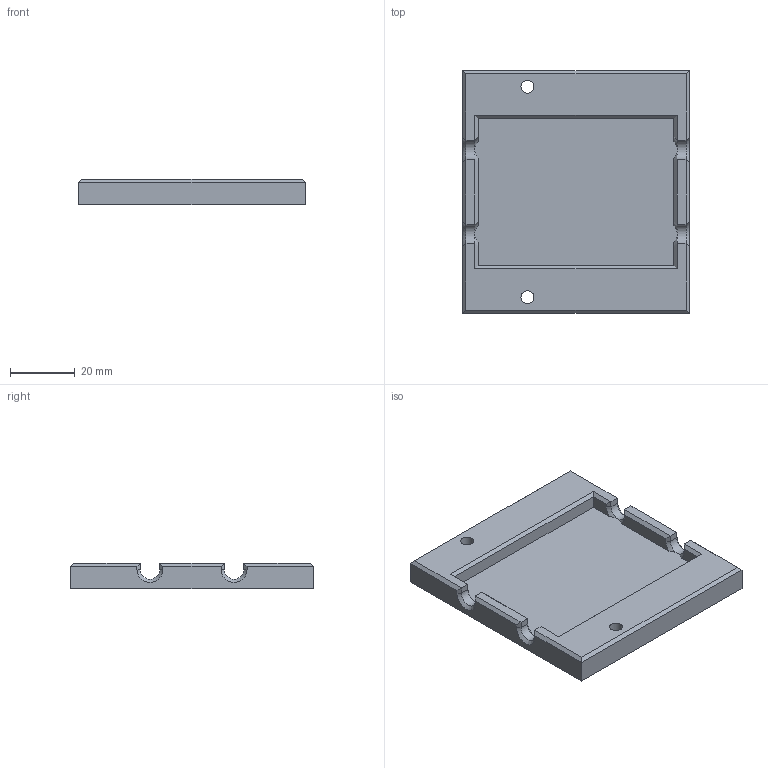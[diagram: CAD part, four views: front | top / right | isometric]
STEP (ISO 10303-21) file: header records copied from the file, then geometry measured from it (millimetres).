
FILE_DESCRIPTION(/* description */ ('Unknown'),/* implementation_level */ '2;1');
FILE_NAME(/* name */ 'Antisparkswitchmount',/* time_stamp */ '2024-02-21T12:16:37+01:00',/* author */ ('Unknown'),/* organization */ ('Unknown'),/* preprocessor_version */ 'ST-DEVELOPER v18.102',/* originating_system */ 'Solid Edge',/* authorisation */ 'Unknown');
FILE_SCHEMA (('AUTOMOTIVE_DESIGN {1 0 10303 214 3 1 1}'));
Length unit declared in the file: millimetre
Products named in the file (1): Antisparkswitchmount
Bounding box: 70 x 75 x 8 mm (x, y, z)
Volume: 27264.7 mm3; surface area: 13640.2 mm2
Topology: 1 solids, 1 shells, 76 faces, 180 edges, 106 vertices
Faces by surface type: plane 58, cone 12, cylinder 6
Full cylindrical faces by diameter (mm): 4 x2
Entity records: 2142 total; most frequent: CARTESIAN_POINT 389, ORIENTED_EDGE 352, DIRECTION 350, EDGE_CURVE 176, LINE 140, VECTOR 140, AXIS2_PLACEMENT_3D 105, VERTEX_POINT 104
